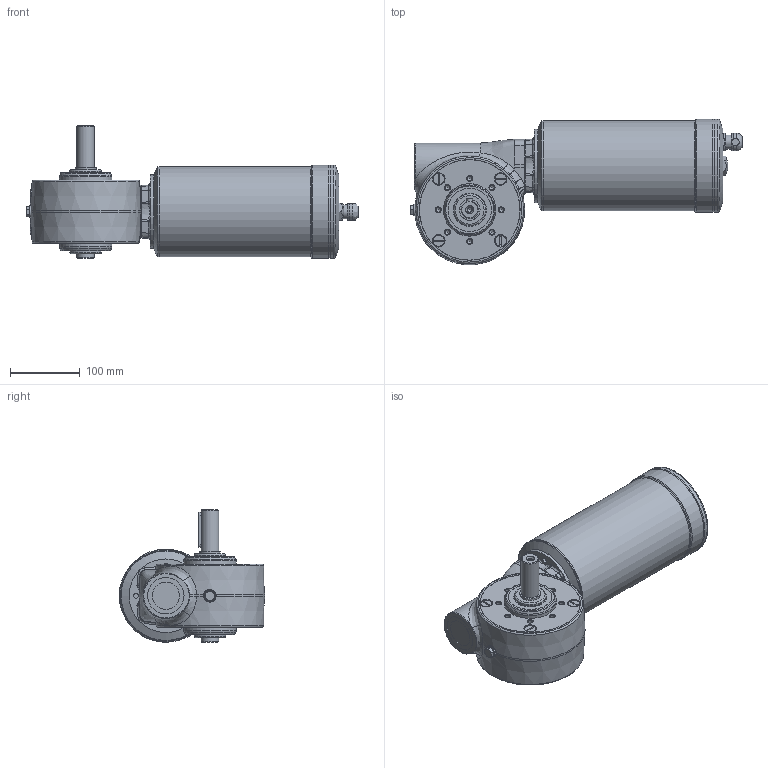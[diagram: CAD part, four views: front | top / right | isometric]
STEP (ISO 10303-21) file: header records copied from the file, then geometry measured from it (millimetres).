
FILE_DESCRIPTION( ( 'Unknown' ), '1' );
FILE_NAME( '3FFD4CF2ADAFA78E42FD73982ADEE6D.3d.stp', 'Unknown', ( 'Unknown' ), ( 'Unknown' ), 'PSStep 10.1', 'Unknown', ' ' );
FILE_SCHEMA( ( 'AUTOMOTIVE_DESIGN { 1 0 10303 214 1 1 1 1 }' ) );
Length unit declared in the file: millimetre
Products named in the file (1): N638800
Bounding box: 474.3 x 207.76 x 190 mm (x, y, z)
Volume: 5700256 mm3; surface area: 278934.8 mm2
Topology: 1 solids, 11 shells, 536 faces, 1284 edges, 818 vertices
Faces by surface type: plane 170, cylinder 131, cone 116, bspline 88, torus 30, sphere 1
Full cylindrical faces by diameter (mm): 4.134 x2, 4.917 x8, 6.647 x21, 7 x5, 8 x5, 9 x4, 13 x4, 13.4 x1, 14 x5, 16.662 x1, 17 x1, 18 x1, 20 x1, 24 x1, 25 x3, 29.5 x1, 35 x1, 39 x1, 45 x2, 46 x2, 47 x1, 47.5 x2, 52 x2, 62 x2, 75 x2, 105 x1, 128.98 x1, 129 x2, 132.98 x2, 133 x3
Entity records: 25329 total; most frequent: CARTESIAN_POINT 10872, DIRECTION 1977, ORIENTED_EDGE 1886, EDGE_CURVE 943, AXIS2_PLACEMENT_3D 870, EDGE_LOOP 796, VERTEX_POINT 705, FACE_OUTER_BOUND 643
